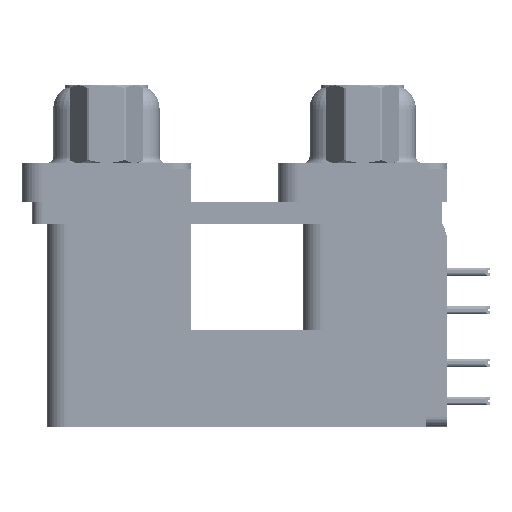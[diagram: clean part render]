
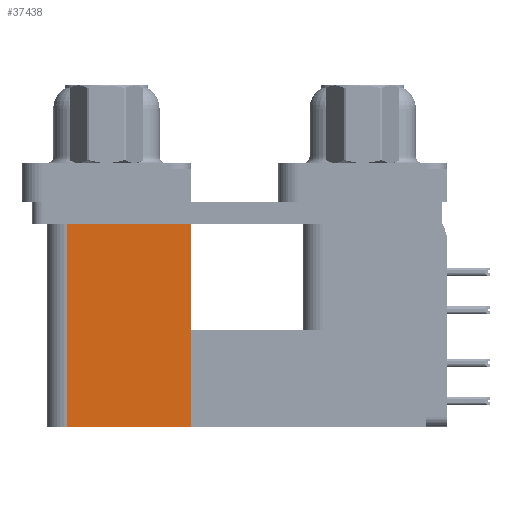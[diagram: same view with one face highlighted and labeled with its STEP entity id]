
A CAD part, left-side view. The second image highlights one B-rep face of the part: STEP entity #37438.
In plain terms, the highlighted planar face has unit normal (-1, 0, 0).
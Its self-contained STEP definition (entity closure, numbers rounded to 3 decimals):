
#439 = EDGE_LOOP ( 'NONE', ( #73289, #10661, #61031, #34742 ) ) ;
#1920 = VERTEX_POINT ( 'NONE', #5071 ) ;
#5071 = CARTESIAN_POINT ( 'NONE',  ( 3.79, 12.775, -2.5 ) ) ;
#6223 = CARTESIAN_POINT ( 'NONE',  ( 3.79, 12.775, -19.2 ) ) ;
#8174 = VECTOR ( 'NONE', #34698, 1000. ) ;
#10661 = ORIENTED_EDGE ( 'NONE', *, *, #45353, .F. ) ;
#12795 = EDGE_CURVE ( 'NONE', #1920, #19795, #72792, .T. ) ;
#13216 = LINE ( 'NONE', #26025, #32110 ) ;
#14961 = CARTESIAN_POINT ( 'NONE',  ( 3.79, 21.975, -2.5 ) ) ;
#19795 = VERTEX_POINT ( 'NONE', #14961 ) ;
#20724 = VERTEX_POINT ( 'NONE', #44774 ) ;
#23304 = EDGE_CURVE ( 'NONE', #71843, #20724, #13216, .T. ) ;
#24075 = AXIS2_PLACEMENT_3D ( 'NONE', #6223, #72789, #49087 ) ;
#26025 = CARTESIAN_POINT ( 'NONE',  ( 3.79, 12.775, -19.2 ) ) ;
#26918 = VECTOR ( 'NONE', #78540, 1000. ) ;
#32110 = VECTOR ( 'NONE', #32415, 1000. ) ;
#32315 = CARTESIAN_POINT ( 'NONE',  ( 3.79, 12.775, -19.2 ) ) ;
#32415 = DIRECTION ( 'NONE',  ( 0., 1., 0. ) ) ;
#34698 = DIRECTION ( 'NONE',  ( 0., 1., 0. ) ) ;
#34742 = ORIENTED_EDGE ( 'NONE', *, *, #61919, .T. ) ;
#37438 = ADVANCED_FACE ( 'NONE', ( #65567 ), #61139, .F. ) ;
#44774 = CARTESIAN_POINT ( 'NONE',  ( 3.79, 21.975, -19.2 ) ) ;
#45353 = EDGE_CURVE ( 'NONE', #20724, #19795, #55486, .T. ) ;
#46720 = CARTESIAN_POINT ( 'NONE',  ( 3.79, 12.775, -2.5 ) ) ;
#49087 = DIRECTION ( 'NONE',  ( 0., 0., -1. ) ) ;
#49838 = DIRECTION ( 'NONE',  ( 0., 0., 1. ) ) ;
#52679 = VECTOR ( 'NONE', #49838, 1000. ) ;
#55486 = LINE ( 'NONE', #74314, #52679 ) ;
#61031 = ORIENTED_EDGE ( 'NONE', *, *, #23304, .F. ) ;
#61139 = PLANE ( 'NONE',  #24075 ) ;
#61919 = EDGE_CURVE ( 'NONE', #71843, #1920, #72144, .T. ) ;
#65567 = FACE_OUTER_BOUND ( 'NONE', #439, .T. ) ;
#71741 = CARTESIAN_POINT ( 'NONE',  ( 3.79, 12.775, -19.2 ) ) ;
#71843 = VERTEX_POINT ( 'NONE', #32315 ) ;
#72144 = LINE ( 'NONE', #71741, #26918 ) ;
#72789 = DIRECTION ( 'NONE',  ( 1., 0., 0. ) ) ;
#72792 = LINE ( 'NONE', #46720, #8174 ) ;
#73289 = ORIENTED_EDGE ( 'NONE', *, *, #12795, .T. ) ;
#74314 = CARTESIAN_POINT ( 'NONE',  ( 3.79, 21.975, -19.2 ) ) ;
#78540 = DIRECTION ( 'NONE',  ( 0., 0., 1. ) ) ;
